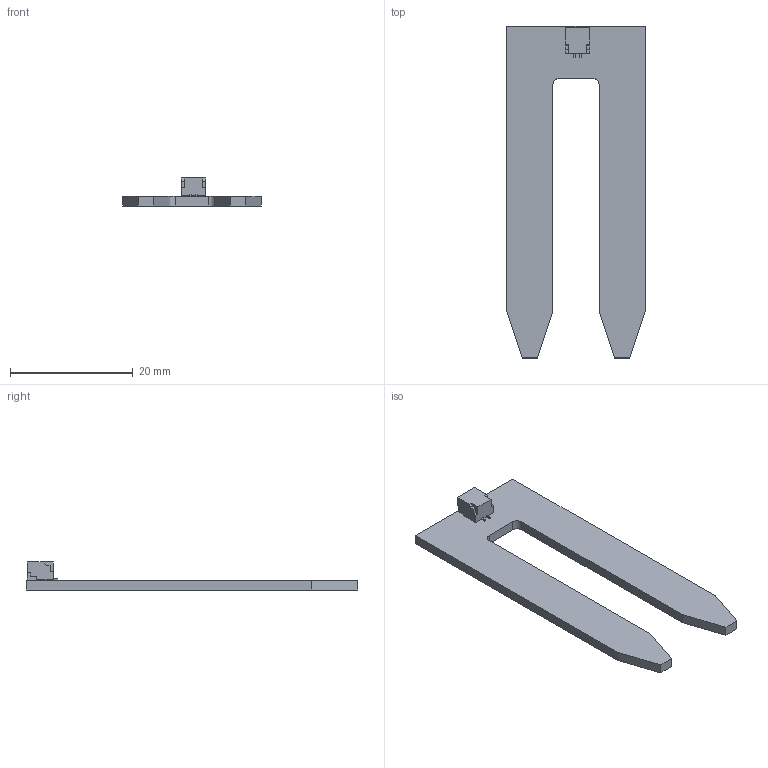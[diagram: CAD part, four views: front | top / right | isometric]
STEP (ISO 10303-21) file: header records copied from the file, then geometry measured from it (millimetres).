
FILE_DESCRIPTION(('KiCad electronic assembly'),'2;1');
FILE_NAME('Soil_humidity_sensor_3D.step','2021-09-06T09:04:53',('Pcbnew' ),('Kicad'),'Open CASCADE STEP processor 7.5', 'KiCad to STEP converter','Unknown');
FILE_SCHEMA(('AUTOMOTIVE_DESIGN { 1 0 10303 214 1 1 1 1 }'));
Length unit declared in the file: millimetre
Products named in the file (4): Soil_humidity_sensor_3D 1; SM02B-SRSS-TB; SOLID
Assembly tree (3 placements, depth 3):
  Soil_humidity_sensor_3D 1
    SM02B-SRSS-TB
      SOLID
    SOLID
Bounding box: 22.5 x 54 x 4.55 mm (x, y, z)
Volume: 1370.3 mm3; surface area: 2166.8 mm2
Topology: 2 solids, 2 shells, 83 faces, 226 edges, 150 vertices
Faces by surface type: bspline 67, plane 14, cylinder 2
Entity records: 5529 total; most frequent: CARTESIAN_POINT 1692, B_SPLINE_CURVE_WITH_KNOTS 552, ORIENTED_EDGE 452, PCURVE 452, DEFINITIONAL_REPRESENTATION 452, EDGE_CURVE 226, SURFACE_CURVE 226, DIRECTION 166
